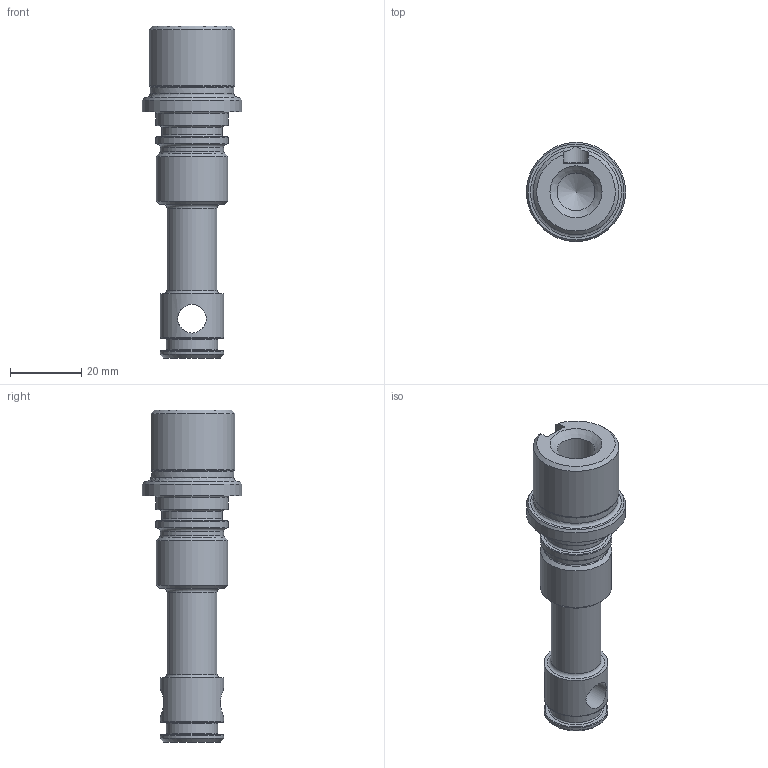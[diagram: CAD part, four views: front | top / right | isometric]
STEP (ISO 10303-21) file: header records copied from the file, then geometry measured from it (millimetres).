
FILE_DESCRIPTION(/* description */ (''),/* implementation_level */ '2;1');
FILE_NAME(/* name */ 'file_id_4_ok.stp',/* time_stamp */ '2025-10-31T13:42:41+03:00',/* author */ (''),/* organization */ (''),/* preprocessor_version */ 'ST-DEVELOPER v16.7',/* originating_system */ 'SIEMENS PLM Software NX 1946',/* authorisation */ '');
FILE_SCHEMA (('AUTOMOTIVE_DESIGN { 1 0 10303 214 3 1 1 1 }'));
Length unit declared in the file: millimetre
Products named in the file (1): file_id_4_stp
Bounding box: 27.8 x 27.8 x 93 mm (x, y, z)
Volume: 23723.7 mm3; surface area: 8120.5 mm2
Topology: 1 solids, 1 shells, 55 faces, 115 edges, 71 vertices
Faces by surface type: cylinder 17, torus 16, plane 14, cone 8
Full cylindrical faces by diameter (mm): 8 x1, 10.579 x1, 14 x1, 14.4 x1, 17 x1, 17.8 x3, 20 x1, 20.2 x2, 27.8 x1
Entity records: 1509 total; most frequent: CARTESIAN_POINT 456, DIRECTION 227, ORIENTED_EDGE 154, AXIS2_PLACEMENT_3D 108, EDGE_LOOP 97, FACE_BOUND 84, EDGE_CURVE 77, VERTEX_POINT 65
